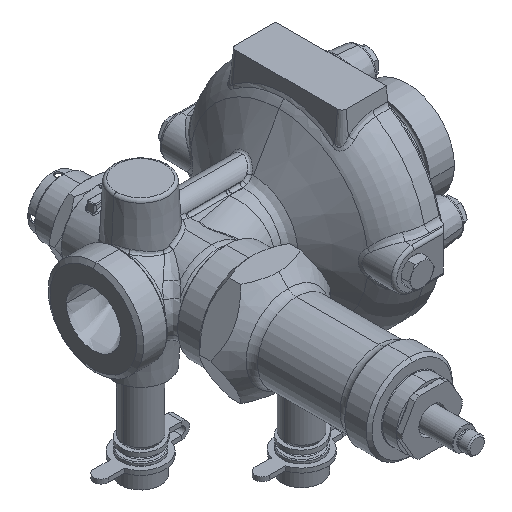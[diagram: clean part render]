
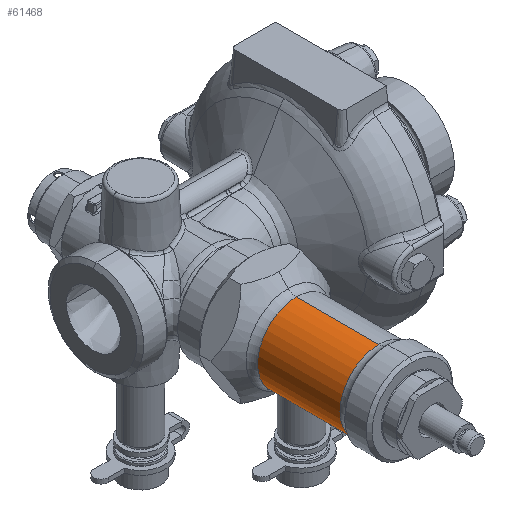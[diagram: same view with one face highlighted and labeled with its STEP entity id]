
A CAD part, isometric view. The second image highlights one B-rep face of the part: STEP entity #61468.
In plain terms, the highlighted cylindrical face has radius 13.5 mm (diameter 27 mm), a partial arc.
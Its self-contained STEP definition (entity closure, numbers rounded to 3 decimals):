
#278 = AXIS2_PLACEMENT_3D ( 'NONE', #6676, #6708, #6705 ) ;
#4421 = FACE_OUTER_BOUND ( 'NONE', #25901, .T. ) ;
#4423 = CYLINDRICAL_SURFACE ( 'NONE', #48883, 13.5 ) ;
#6602 = CARTESIAN_POINT ( 'NONE',  ( 0., -42.157, 0. ) ) ;
#6639 = DIRECTION ( 'NONE',  ( 0., -1., 0. ) ) ;
#6641 = DIRECTION ( 'NONE',  ( 0., 0., 1. ) ) ;
#6648 = CARTESIAN_POINT ( 'NONE',  ( 0., -32.695, -13.5 ) ) ;
#6676 = CARTESIAN_POINT ( 'NONE',  ( 0., -70.843, 0. ) ) ;
#6679 = DIRECTION ( 'NONE',  ( 0., 1., 0. ) ) ;
#6705 = DIRECTION ( 'NONE',  ( 0., 0., 1. ) ) ;
#6708 = DIRECTION ( 'NONE',  ( 0., 1., 0. ) ) ;
#7759 = EDGE_CURVE ( 'NONE', #51525, #51526, #32184, .T. ) ;
#7772 = EDGE_CURVE ( 'NONE', #51528, #51526, #32237, .T. ) ;
#7777 = EDGE_CURVE ( 'NONE', #51528, #51527, #32249, .T. ) ;
#7903 = EDGE_CURVE ( 'NONE', #51527, #51525, #47525, .T. ) ;
#22959 = CARTESIAN_POINT ( 'NONE',  ( 0., -42.157, 13.5 ) ) ;
#22961 = CARTESIAN_POINT ( 'NONE',  ( 0., -42.157, -13.5 ) ) ;
#22963 = CARTESIAN_POINT ( 'NONE',  ( 0., -70.843, 13.5 ) ) ;
#22965 = CARTESIAN_POINT ( 'NONE',  ( 0., -70.843, -13.5 ) ) ;
#25901 = EDGE_LOOP ( 'NONE', ( #37687, #37686, #37685, #37684 ) ) ;
#32184 = CIRCLE ( 'NONE', #63684, 13.5 ) ;
#32220 = VECTOR ( 'NONE', #6679, 1000. ) ;
#32237 = LINE ( 'NONE', #6648, #32220 ) ;
#32249 = CIRCLE ( 'NONE', #278, 13.5 ) ;
#33208 = DIRECTION ( 'NONE',  ( 0., 1., 0. ) ) ;
#33211 = DIRECTION ( 'NONE',  ( 0., 0., 1. ) ) ;
#33213 = CARTESIAN_POINT ( 'NONE',  ( 0., -32.695, 0. ) ) ;
#37684 = ORIENTED_EDGE ( 'NONE', *, *, #7759, .T. ) ;
#37685 = ORIENTED_EDGE ( 'NONE', *, *, #7903, .T. ) ;
#37686 = ORIENTED_EDGE ( 'NONE', *, *, #7777, .T. ) ;
#37687 = ORIENTED_EDGE ( 'NONE', *, *, #7772, .F. ) ;
#47510 = VECTOR ( 'NONE', #58936, 1000. ) ;
#47525 = LINE ( 'NONE', #58895, #47510 ) ;
#48883 = AXIS2_PLACEMENT_3D ( 'NONE', #33213, #33208, #33211 ) ;
#51525 = VERTEX_POINT ( 'NONE', #22959 ) ;
#51526 = VERTEX_POINT ( 'NONE', #22961 ) ;
#51527 = VERTEX_POINT ( 'NONE', #22963 ) ;
#51528 = VERTEX_POINT ( 'NONE', #22965 ) ;
#58895 = CARTESIAN_POINT ( 'NONE',  ( 0., -32.695, 13.5 ) ) ;
#58936 = DIRECTION ( 'NONE',  ( 0., 1., 0. ) ) ;
#61468 = ADVANCED_FACE ( 'NONE', ( #4421 ), #4423, .T. ) ;
#63684 = AXIS2_PLACEMENT_3D ( 'NONE', #6602, #6639, #6641 ) ;
